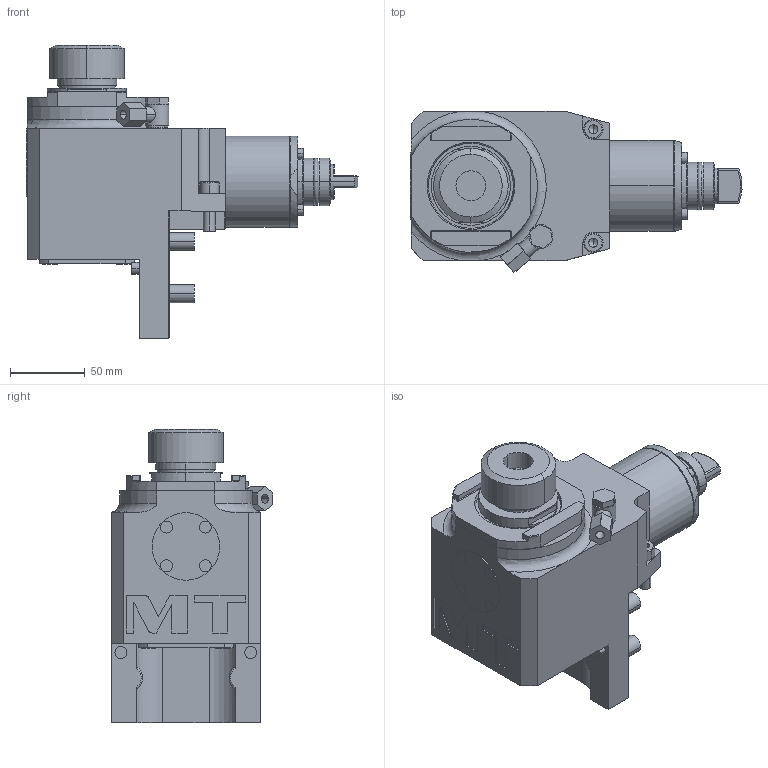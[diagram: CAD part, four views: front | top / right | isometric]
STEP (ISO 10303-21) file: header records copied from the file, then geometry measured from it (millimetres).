
FILE_DESCRIPTION((''),'2;1');
FILE_NAME('MSL0160132_CONF','2023-02-27T16:38:00',('sterribile'),('M.T. srl'),'CREO PARAMETRIC BY PTC INC, 2021072','CREO PARAMETRIC BY PTC INC, 2021072','');
FILE_SCHEMA(('CONFIG_CONTROL_DESIGN'));
Length unit declared in the file: millimetre
Products named in the file (1): MSL0160132_CONF
Bounding box: 222.41 x 108.25 x 196.41 mm (x, y, z)
Volume: 1472832.2 mm3; surface area: 129360.4 mm2
Topology: 1 solids, 1 shells, 405 faces, 966 edges, 612 vertices
Faces by surface type: plane 180, cylinder 160, cone 42, torus 21, extrusion 2
Entity records: 12279 total; most frequent: CARTESIAN_POINT 2633, DIRECTION 2108, ORIENTED_EDGE 1908, EDGE_CURVE 954, AXIS2_PLACEMENT_3D 804, VERTEX_POINT 612, VECTOR 500, LINE 498
